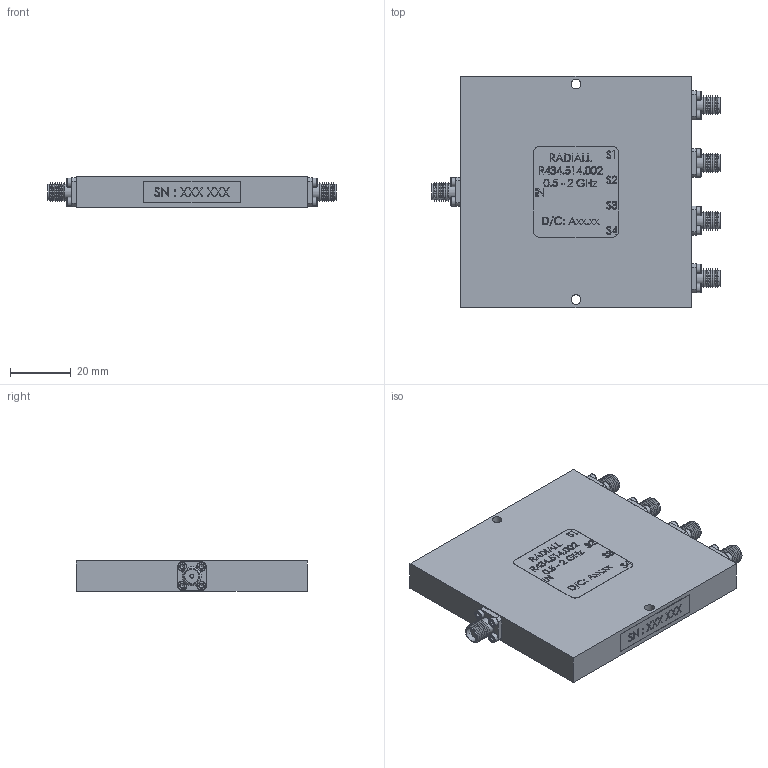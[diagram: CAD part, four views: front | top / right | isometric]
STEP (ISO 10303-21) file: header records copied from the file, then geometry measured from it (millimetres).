
FILE_DESCRIPTION (( 'STEP AP203' ), '1' );
FILE_NAME ('R434.514.002.STEP', '2017-11-09T03:46:03', ( '' ), ( '' ), 'SwSTEP 2.0', 'SolidWorks 2017', '' );
FILE_SCHEMA (( 'CONFIG_CONTROL_DESIGN' ));
Length unit declared in the file: millimetre
Products named in the file (1): R434.514.002
Bounding box: 95.2 x 76.3 x 10.08 mm (x, y, z)
Volume: 59614.4 mm3; surface area: 19065.3 mm2
Topology: 2 solids, 47 shells, 1311 faces, 3295 edges, 2176 vertices
Faces by surface type: plane 715, bspline 238, cone 177, cylinder 141, torus 40
Full cylindrical faces by diameter (mm): 1.1 x5, 1.221 x20, 1.27 x10, 1.6 x20, 1.8 x20, 3 x20, 3.2 x2, 4.1 x5, 4.6 x5, 5.3 x10
Entity records: 48611 total; most frequent: CARTESIAN_POINT 21064, ORIENTED_EDGE 5582, DIRECTION 4780, EDGE_CURVE 2791, VERTEX_POINT 1992, EDGE_LOOP 1783, VECTOR 1720, LINE 1720
